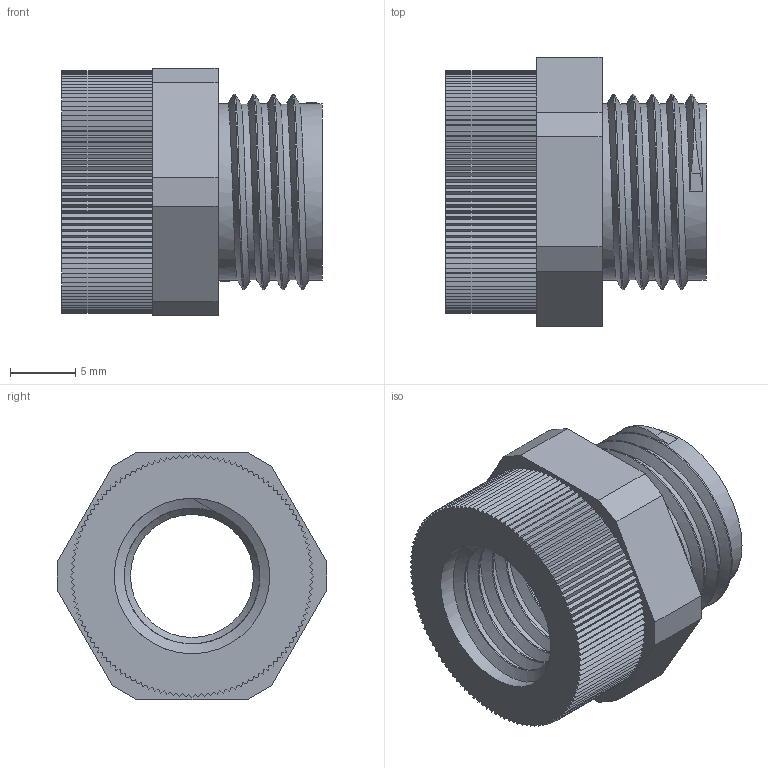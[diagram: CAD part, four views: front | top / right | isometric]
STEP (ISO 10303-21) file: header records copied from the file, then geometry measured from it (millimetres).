
FILE_DESCRIPTION(/* description */ ('Adapter Sechskant PG 9/M12x1,5'),/* implementation_level */ '2;1');
FILE_NAME(/* name */ '11070912-RST.stp',/* time_stamp */ '2020-05-07T13:40:31+02:00',/* author */ ('sl'),/* organization */ (''),/* preprocessor_version */ 'ST-DEVELOPER v16.5',/* originating_system */ 'Autodesk Inventor 2017',/* authorisation */ '');
FILE_SCHEMA (('AUTOMOTIVE_DESIGN { 1 0 10303 214 3 1 1 }'));
Length unit declared in the file: millimetre
Products named in the file (1): 11070912
Bounding box: 20 x 20.69 x 19 mm (x, y, z)
Volume: 2760.1 mm3; surface area: 2722.9 mm2
Topology: 1 solids, 1 shells, 286 faces, 838 edges, 557 vertices
Faces by surface type: plane 262, cylinder 19, bspline 4, cone 1
Full cylindrical faces by diameter (mm): 9.45 x1, 10.5 x1, 11.952 x5, 13.528 x5
Entity records: 10922 total; most frequent: CARTESIAN_POINT 3645, ORIENTED_EDGE 1600, DIRECTION 1334, EDGE_CURVE 800, LINE 768, VECTOR 768, VERTEX_POINT 534, EDGE_LOOP 286
